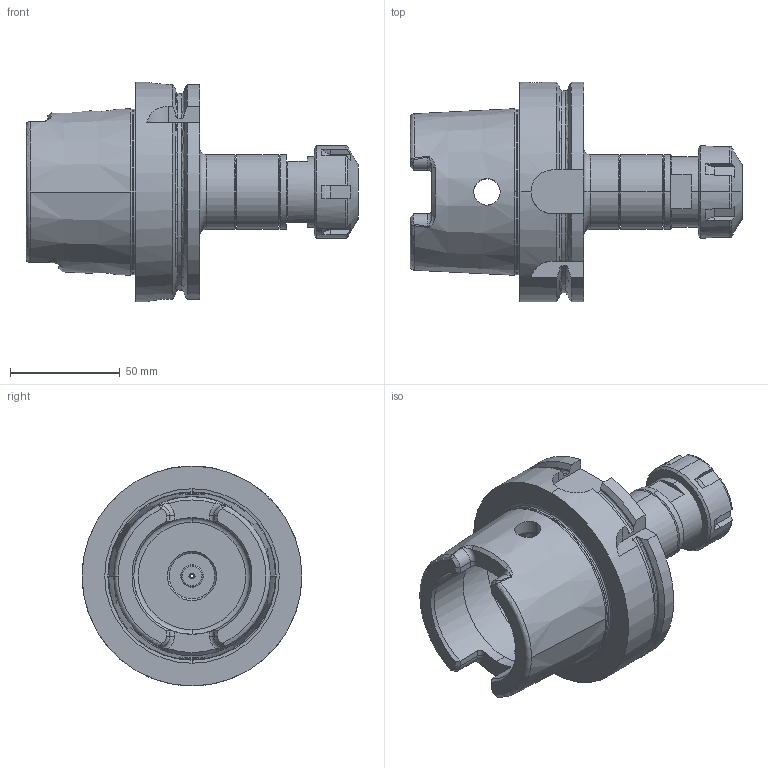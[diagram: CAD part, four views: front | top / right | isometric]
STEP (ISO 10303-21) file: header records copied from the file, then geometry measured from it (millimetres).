
FILE_DESCRIPTION (( 'STEP AP214' ), '1' );
FILE_NAME ('95.05.053.003_10.STEP', '2018-01-25T12:05:09', ( '' ), ( '' ), 'SwSTEP 2.0', 'SolidWorks 2014', '' );
FILE_SCHEMA (( 'AUTOMOTIVE_DESIGN' ));
Length unit declared in the file: millimetre
Products named in the file (1): 95.05.053.003_10
Bounding box: 151 x 100 x 100 mm (x, y, z)
Volume: 306015.7 mm3; surface area: 74143.1 mm2
Topology: 5 solids, 5 shells, 411 faces, 964 edges, 573 vertices
Faces by surface type: cylinder 121, cone 103, plane 101, torus 52, bspline 34
Entity records: 18521 total; most frequent: CARTESIAN_POINT 4750, DIRECTION 1936, ORIENTED_EDGE 1892, EDGE_CURVE 946, AXIS2_PLACEMENT_3D 793, VERTEX_POINT 573, EDGE_LOOP 453, UNCERTAINTY_MEASURE_WITH_UNIT 418
